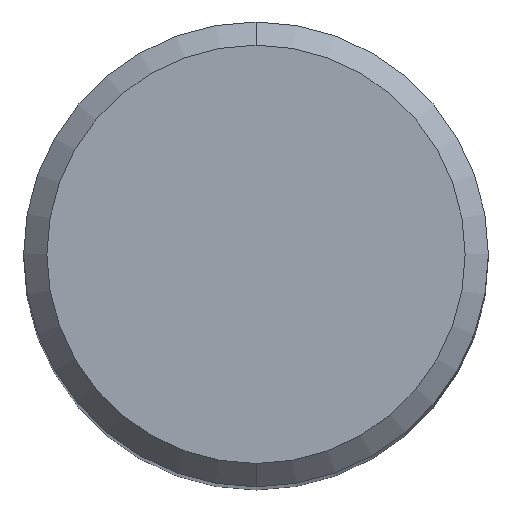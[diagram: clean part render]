
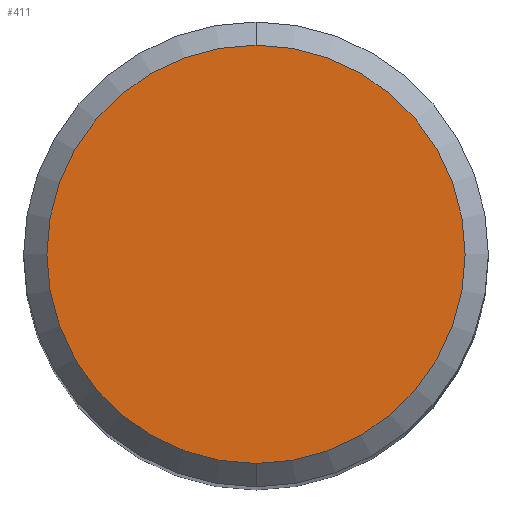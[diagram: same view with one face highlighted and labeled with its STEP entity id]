
A CAD part, top view. The second image highlights one B-rep face of the part: STEP entity #411.
In plain terms, the highlighted planar face has unit normal (0, 0, 1).
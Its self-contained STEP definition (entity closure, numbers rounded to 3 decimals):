
#199=EDGE_CURVE('',#257,#343,#508,.T.);
#257=VERTEX_POINT('',#572);
#343=VERTEX_POINT('',#667);
#411=ADVANCED_FACE('',(#741),#742,.T.);
#455=EDGE_CURVE('',#343,#257,#792,.T.);
#508=CIRCLE('',#854,4.5);
#572=CARTESIAN_POINT('',(0.0,4.5,0.0));
#667=CARTESIAN_POINT('',(0.,-4.5,0.0));
#741=FACE_OUTER_BOUND('',#1377,.T.);
#742=PLANE('',#1378);
#792=CIRCLE('',#1467,4.5);
#854=AXIS2_PLACEMENT_3D('',#1499,#1500,#1501);
#1377=EDGE_LOOP('',(#1760,#1761));
#1378=AXIS2_PLACEMENT_3D('',#1762,#1763,#1764);
#1467=AXIS2_PLACEMENT_3D('',#1830,#1831,#1832);
#1499=CARTESIAN_POINT('',(0.0,0.0,0.0));
#1500=DIRECTION('',(0.0,0.0,-1.0));
#1501=DIRECTION('',(0.0,1.0,0.0));
#1760=ORIENTED_EDGE('',*,*,#199,.F.);
#1761=ORIENTED_EDGE('',*,*,#455,.F.);
#1762=CARTESIAN_POINT('',(0.0,2.25,0.0));
#1763=DIRECTION('',(-0.0,0.0,1.0));
#1764=DIRECTION('',(0.0,-1.0,0.0));
#1830=CARTESIAN_POINT('',(0.0,0.0,0.0));
#1831=DIRECTION('',(0.0,0.0,-1.0));
#1832=DIRECTION('',(0.0,1.0,0.0));
